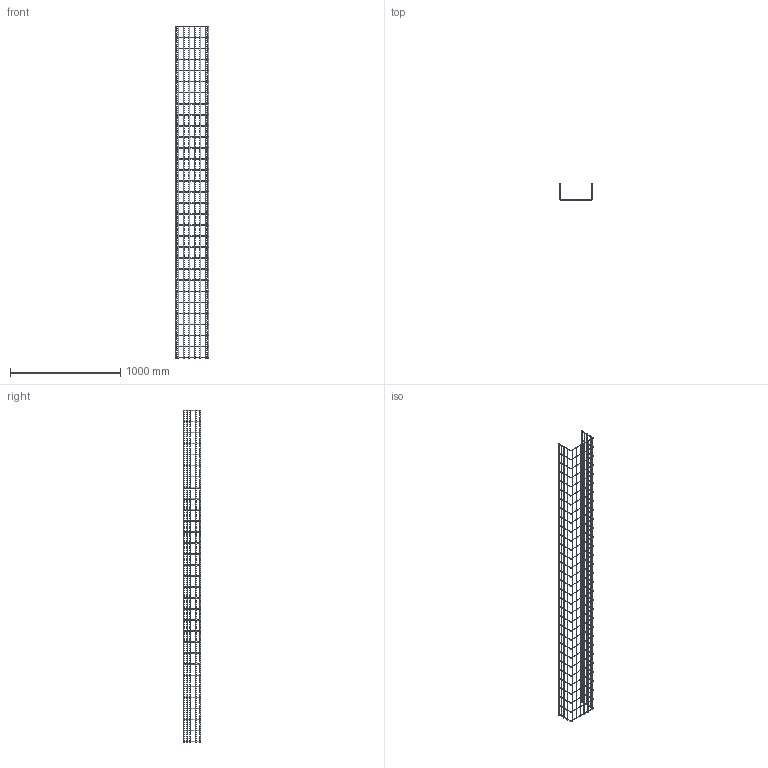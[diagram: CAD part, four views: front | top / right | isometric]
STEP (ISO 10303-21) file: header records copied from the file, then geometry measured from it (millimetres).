
FILE_DESCRIPTION (( 'STEP AP214' ), '1' );
FILE_NAME ('6003692.stp', '2018-01-09T14:04:48', ( '' ), ( '' ), 'SwSTEP 2.0', 'SolidWorks 2016', '' );
FILE_SCHEMA (( 'AUTOMOTIVE_DESIGN' ));
Length unit declared in the file: millimetre
Products named in the file (1): 6003692
Bounding box: 300 x 155 x 3007.9 mm (x, y, z)
Volume: 1634027.6 mm3; surface area: 1097395.2 mm2
Topology: 1 solids, 1 shells, 428 faces, 2502 edges, 1606 vertices
Faces by surface type: cylinder 214, torus 124, plane 90
Entity records: 49482 total; most frequent: CARTESIAN_POINT 30825, ORIENTED_EDGE 5004, DIRECTION 2858, EDGE_CURVE 2502, VERTEX_POINT 1606, B_SPLINE_CURVE_WITH_KNOTS 1116, AXIS2_PLACEMENT_3D 1043, VECTOR 772
